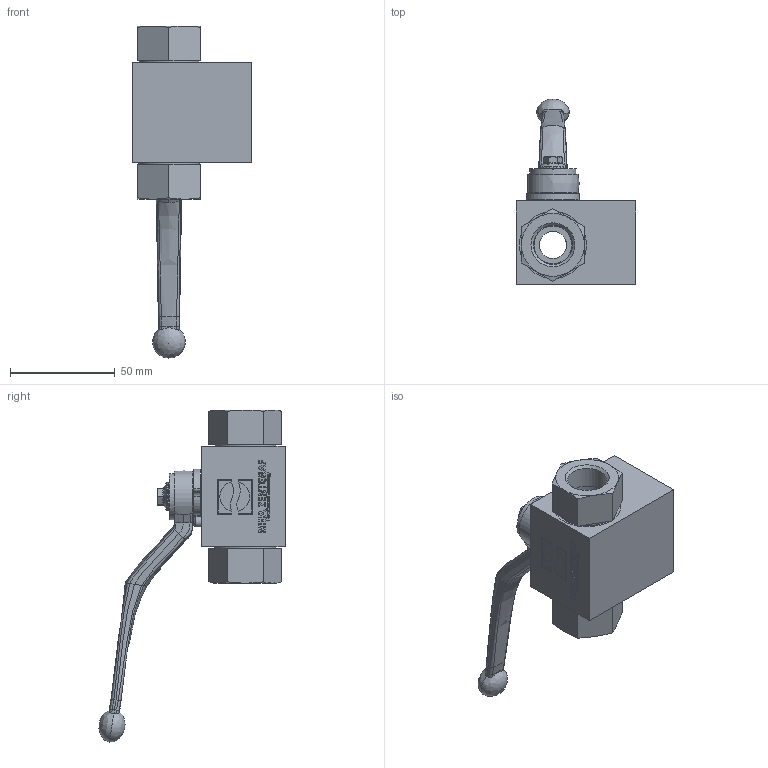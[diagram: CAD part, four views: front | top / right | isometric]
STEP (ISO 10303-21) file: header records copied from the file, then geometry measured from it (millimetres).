
FILE_DESCRIPTION((''),'2;1');
FILE_NAME('TP_40912.stp','2011-05-27T11:22:32',('cherrmann'),(''),'Autodesk Inventor 2010','Autodesk Inventor 2010','');
FILE_SCHEMA(('AUTOMOTIVE_DESIGN { 1 0 10303 214 1 1 1 1 }'));
Length unit declared in the file: millimetre
Products named in the file (1): TP_40912
Bounding box: 57 x 88.8 x 158.37 mm (x, y, z)
Volume: 128738.6 mm3; surface area: 31346.3 mm2
Topology: 4 solids, 4 shells, 697 faces, 1829 edges, 1180 vertices
Faces by surface type: plane 442, bspline 190, cylinder 31, cone 28, torus 6
Full cylindrical faces by diameter (mm): 5 x2, 13 x2, 13.5 x1, 18.63 x3, 21.2 x3, 22 x1, 29 x2, 32 x1
Entity records: 27001 total; most frequent: CARTESIAN_POINT 10784, ORIENTED_EDGE 3548, DIRECTION 2470, EDGE_CURVE 1774, VERTEX_POINT 1166, VECTOR 1120, LINE 1120, EDGE_LOOP 800
